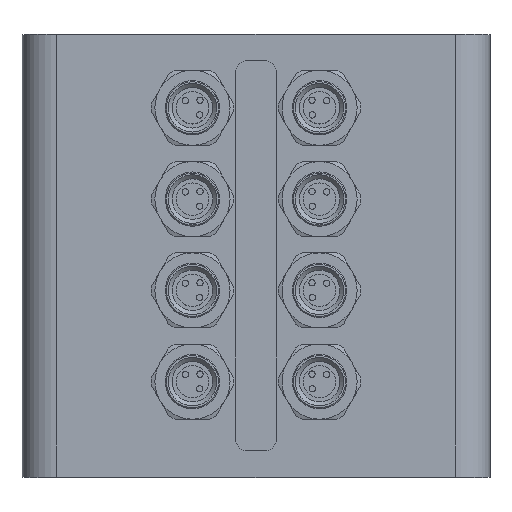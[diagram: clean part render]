
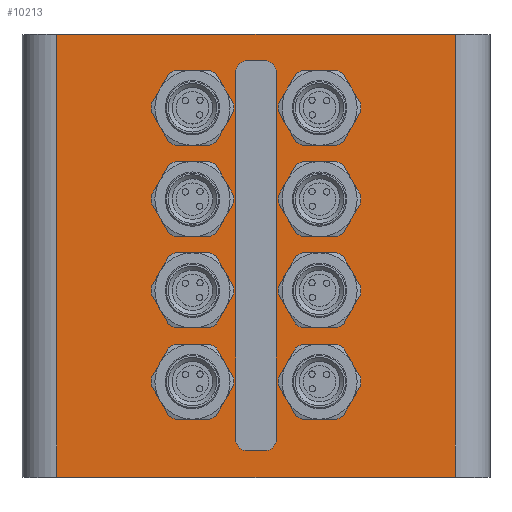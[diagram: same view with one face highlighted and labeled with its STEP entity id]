
A CAD part, top view. The second image highlights one B-rep face of the part: STEP entity #10213.
In plain terms, the highlighted planar face has unit normal (0, 0, 1).
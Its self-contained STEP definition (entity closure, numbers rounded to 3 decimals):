
#84=CARTESIAN_POINT('',(1.5,-33.75,24.5));
#85=VERTEX_POINT('',#84);
#92=CARTESIAN_POINT('',(3.5,-31.75,24.5));
#93=VERTEX_POINT('',#92);
#94=CARTESIAN_POINT('',(1.5,-31.75,24.5));
#95=DIRECTION('',(0.0,0.0,-1.0));
#96=DIRECTION('',(0.0,-1.0,0.0));
#97=AXIS2_PLACEMENT_3D('',#94,#95,#96);
#98=CIRCLE('',#97,2.);
#99=EDGE_CURVE('',#93,#85,#98,.T.);
#124=CARTESIAN_POINT('',(3.5,31.75,24.5));
#125=VERTEX_POINT('',#124);
#126=CARTESIAN_POINT('',(3.5,31.75,24.5));
#127=DIRECTION('',(0.0,-1.0,0.0));
#128=VECTOR('',#127,63.5);
#129=LINE('',#126,#128);
#130=EDGE_CURVE('',#125,#93,#129,.T.);
#156=CARTESIAN_POINT('',(1.5,33.75,24.5));
#157=VERTEX_POINT('',#156);
#158=CARTESIAN_POINT('',(1.5,31.75,24.5));
#159=DIRECTION('',(0.0,0.0,-1.0));
#160=DIRECTION('',(1.0,0.0,0.0));
#161=AXIS2_PLACEMENT_3D('',#158,#159,#160);
#162=CIRCLE('',#161,2.);
#163=EDGE_CURVE('',#157,#125,#162,.T.);
#188=CARTESIAN_POINT('',(-1.5,33.75,24.5));
#189=VERTEX_POINT('',#188);
#190=CARTESIAN_POINT('',(-1.5,33.75,24.5));
#191=DIRECTION('',(1.0,0.0,0.0));
#192=VECTOR('',#191,3.);
#193=LINE('',#190,#192);
#194=EDGE_CURVE('',#189,#157,#193,.T.);
#220=CARTESIAN_POINT('',(-3.5,31.75,24.5));
#221=VERTEX_POINT('',#220);
#222=CARTESIAN_POINT('',(-1.5,31.75,24.5));
#223=DIRECTION('',(0.0,0.0,-1.0));
#224=DIRECTION('',(0.0,1.0,0.0));
#225=AXIS2_PLACEMENT_3D('',#222,#223,#224);
#226=CIRCLE('',#225,2.);
#227=EDGE_CURVE('',#221,#189,#226,.T.);
#252=CARTESIAN_POINT('',(-3.5,-31.75,24.5));
#253=VERTEX_POINT('',#252);
#254=CARTESIAN_POINT('',(-3.5,-31.75,24.5));
#255=DIRECTION('',(0.0,1.0,0.0));
#256=VECTOR('',#255,63.5);
#257=LINE('',#254,#256);
#258=EDGE_CURVE('',#253,#221,#257,.T.);
#284=CARTESIAN_POINT('',(-1.5,-33.75,24.5));
#285=VERTEX_POINT('',#284);
#286=CARTESIAN_POINT('',(-1.5,-31.75,24.5));
#287=DIRECTION('',(0.0,0.0,-1.0));
#288=DIRECTION('',(-1.0,0.0,0.0));
#289=AXIS2_PLACEMENT_3D('',#286,#287,#288);
#290=CIRCLE('',#289,2.);
#291=EDGE_CURVE('',#285,#253,#290,.T.);
#314=CARTESIAN_POINT('',(1.5,-33.75,24.5));
#315=DIRECTION('',(-1.0,0.0,0.0));
#316=VECTOR('',#315,3.);
#317=LINE('',#314,#316);
#318=EDGE_CURVE('',#85,#285,#317,.T.);
#2759=CARTESIAN_POINT('',(11.,32.1,24.5));
#2760=VERTEX_POINT('',#2759);
#2761=CARTESIAN_POINT('',(11.,25.6,24.5));
#2762=DIRECTION('',(0.0,0.0,1.0));
#2763=DIRECTION('',(1.0,0.0,0.0));
#2764=AXIS2_PLACEMENT_3D('',#2761,#2762,#2763);
#2765=CIRCLE('',#2764,6.5);
#2766=EDGE_CURVE('',#2760,#2760,#2765,.T.);
#3678=CARTESIAN_POINT('',(11.,16.3,24.5));
#3679=VERTEX_POINT('',#3678);
#3680=CARTESIAN_POINT('',(11.,9.8,24.5));
#3681=DIRECTION('',(0.0,0.0,1.0));
#3682=DIRECTION('',(1.0,0.0,0.0));
#3683=AXIS2_PLACEMENT_3D('',#3680,#3681,#3682);
#3684=CIRCLE('',#3683,6.5);
#3685=EDGE_CURVE('',#3679,#3679,#3684,.T.);
#4597=CARTESIAN_POINT('',(11.,0.5,24.5));
#4598=VERTEX_POINT('',#4597);
#4599=CARTESIAN_POINT('',(11.,-6.,24.5));
#4600=DIRECTION('',(0.0,0.0,1.0));
#4601=DIRECTION('',(1.0,0.0,0.0));
#4602=AXIS2_PLACEMENT_3D('',#4599,#4600,#4601);
#4603=CIRCLE('',#4602,6.5);
#4604=EDGE_CURVE('',#4598,#4598,#4603,.T.);
#5516=CARTESIAN_POINT('',(11.,-15.3,24.5));
#5517=VERTEX_POINT('',#5516);
#5518=CARTESIAN_POINT('',(11.,-21.8,24.5));
#5519=DIRECTION('',(0.0,0.0,1.0));
#5520=DIRECTION('',(1.0,0.0,0.0));
#5521=AXIS2_PLACEMENT_3D('',#5518,#5519,#5520);
#5522=CIRCLE('',#5521,6.5);
#5523=EDGE_CURVE('',#5517,#5517,#5522,.T.);
#6435=CARTESIAN_POINT('',(-11.,32.1,24.5));
#6436=VERTEX_POINT('',#6435);
#6437=CARTESIAN_POINT('',(-11.,25.6,24.5));
#6438=DIRECTION('',(0.0,0.0,1.0));
#6439=DIRECTION('',(1.0,0.0,0.0));
#6440=AXIS2_PLACEMENT_3D('',#6437,#6438,#6439);
#6441=CIRCLE('',#6440,6.5);
#6442=EDGE_CURVE('',#6436,#6436,#6441,.T.);
#7354=CARTESIAN_POINT('',(-11.,16.3,24.5));
#7355=VERTEX_POINT('',#7354);
#7356=CARTESIAN_POINT('',(-11.,9.8,24.5));
#7357=DIRECTION('',(0.0,0.0,1.0));
#7358=DIRECTION('',(1.0,0.0,0.0));
#7359=AXIS2_PLACEMENT_3D('',#7356,#7357,#7358);
#7360=CIRCLE('',#7359,6.5);
#7361=EDGE_CURVE('',#7355,#7355,#7360,.T.);
#8273=CARTESIAN_POINT('',(-11.,0.5,24.5));
#8274=VERTEX_POINT('',#8273);
#8275=CARTESIAN_POINT('',(-11.,-6.,24.5));
#8276=DIRECTION('',(0.0,0.0,1.0));
#8277=DIRECTION('',(1.0,0.0,0.0));
#8278=AXIS2_PLACEMENT_3D('',#8275,#8276,#8277);
#8279=CIRCLE('',#8278,6.5);
#8280=EDGE_CURVE('',#8274,#8274,#8279,.T.);
#10032=CARTESIAN_POINT('',(-11.,-15.3,24.5));
#10033=VERTEX_POINT('',#10032);
#10034=CARTESIAN_POINT('',(-11.,-21.8,24.5));
#10035=DIRECTION('',(0.0,0.0,1.0));
#10036=DIRECTION('',(1.0,0.0,0.0));
#10037=AXIS2_PLACEMENT_3D('',#10034,#10035,#10036);
#10038=CIRCLE('',#10037,6.5);
#10039=EDGE_CURVE('',#10033,#10033,#10038,.T.);
#10140=CARTESIAN_POINT('',(34.5,0.0,24.5));
#10141=DIRECTION('',(0.0,0.0,1.0));
#10142=DIRECTION('',(1.0,0.0,0.0));
#10143=AXIS2_PLACEMENT_3D('',#10140,#10141,#10142);
#10144=PLANE('',#10143);
#10145=CARTESIAN_POINT('',(34.5,38.3,24.5));
#10146=VERTEX_POINT('',#10145);
#10147=CARTESIAN_POINT('',(-34.5,38.3,24.5));
#10148=VERTEX_POINT('',#10147);
#10149=CARTESIAN_POINT('',(34.5,38.3,24.5));
#10150=DIRECTION('',(-1.0,0.0,0.0));
#10151=VECTOR('',#10150,69.);
#10152=LINE('',#10149,#10151);
#10153=EDGE_CURVE('',#10146,#10148,#10152,.T.);
#10154=ORIENTED_EDGE('',*,*,#10153,.T.);
#10155=CARTESIAN_POINT('',(-34.5,-38.3,24.5));
#10156=VERTEX_POINT('',#10155);
#10157=CARTESIAN_POINT('',(-34.5,38.3,24.5));
#10158=DIRECTION('',(0.0,-1.0,0.0));
#10159=VECTOR('',#10158,76.6);
#10160=LINE('',#10157,#10159);
#10161=EDGE_CURVE('',#10148,#10156,#10160,.T.);
#10162=ORIENTED_EDGE('',*,*,#10161,.T.);
#10163=CARTESIAN_POINT('',(34.5,-38.3,24.5));
#10164=VERTEX_POINT('',#10163);
#10165=CARTESIAN_POINT('',(-34.5,-38.3,24.5));
#10166=DIRECTION('',(1.0,0.0,0.0));
#10167=VECTOR('',#10166,69.);
#10168=LINE('',#10165,#10167);
#10169=EDGE_CURVE('',#10156,#10164,#10168,.T.);
#10170=ORIENTED_EDGE('',*,*,#10169,.T.);
#10171=CARTESIAN_POINT('',(34.5,38.3,24.5));
#10172=DIRECTION('',(0.0,-1.0,0.0));
#10173=VECTOR('',#10172,76.6);
#10174=LINE('',#10171,#10173);
#10175=EDGE_CURVE('',#10146,#10164,#10174,.T.);
#10176=ORIENTED_EDGE('',*,*,#10175,.F.);
#10177=EDGE_LOOP('',(#10154,#10162,#10170,#10176));
#10178=FACE_OUTER_BOUND('',#10177,.T.);
#10179=ORIENTED_EDGE('',*,*,#99,.T.);
#10180=ORIENTED_EDGE('',*,*,#318,.T.);
#10181=ORIENTED_EDGE('',*,*,#291,.T.);
#10182=ORIENTED_EDGE('',*,*,#258,.T.);
#10183=ORIENTED_EDGE('',*,*,#227,.T.);
#10184=ORIENTED_EDGE('',*,*,#194,.T.);
#10185=ORIENTED_EDGE('',*,*,#163,.T.);
#10186=ORIENTED_EDGE('',*,*,#130,.T.);
#10187=EDGE_LOOP('',(#10179,#10180,#10181,#10182,#10183,#10184,#10185,#10186));
#10188=FACE_BOUND('',#10187,.T.);
#10189=ORIENTED_EDGE('',*,*,#2766,.F.);
#10190=EDGE_LOOP('',(#10189));
#10191=FACE_BOUND('',#10190,.T.);
#10192=ORIENTED_EDGE('',*,*,#3685,.F.);
#10193=EDGE_LOOP('',(#10192));
#10194=FACE_BOUND('',#10193,.T.);
#10195=ORIENTED_EDGE('',*,*,#4604,.F.);
#10196=EDGE_LOOP('',(#10195));
#10197=FACE_BOUND('',#10196,.T.);
#10198=ORIENTED_EDGE('',*,*,#5523,.F.);
#10199=EDGE_LOOP('',(#10198));
#10200=FACE_BOUND('',#10199,.T.);
#10201=ORIENTED_EDGE('',*,*,#6442,.F.);
#10202=EDGE_LOOP('',(#10201));
#10203=FACE_BOUND('',#10202,.T.);
#10204=ORIENTED_EDGE('',*,*,#7361,.F.);
#10205=EDGE_LOOP('',(#10204));
#10206=FACE_BOUND('',#10205,.T.);
#10207=ORIENTED_EDGE('',*,*,#8280,.F.);
#10208=EDGE_LOOP('',(#10207));
#10209=FACE_BOUND('',#10208,.T.);
#10210=ORIENTED_EDGE('',*,*,#10039,.F.);
#10211=EDGE_LOOP('',(#10210));
#10212=FACE_BOUND('',#10211,.T.);
#10213=ADVANCED_FACE('',(#10178,#10188,#10191,#10194,#10197,#10200,#10203,#10206,#10209,#10212),#10144,.T.);
